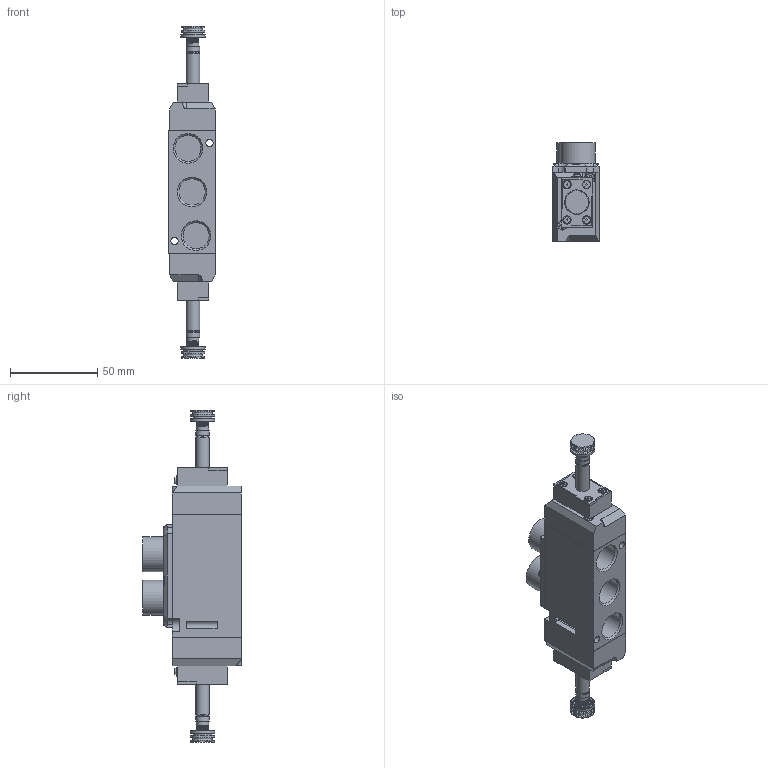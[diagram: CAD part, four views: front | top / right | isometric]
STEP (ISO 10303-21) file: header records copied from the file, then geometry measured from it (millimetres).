
FILE_DESCRIPTION(/* description */ (''),/* implementation_level */ '2;1');
FILE_NAME(/* name */ 'YPC-SCE520D-F5-P.stp',/* time_stamp */ '2017-10-27T12:11:54+02:00',/* author */ (''),/* organization */ (''),/* preprocessor_version */ 'ST-DEVELOPER v15.2',/* originating_system */ 'Autodesk Translator Framework v2.0.0.5431',/* authorisation */ '');
FILE_SCHEMA (('AUTOMOTIVE_DESIGN { 1 0 10303 214 3 1 1 }'));
Length unit declared in the file: centimetre
Products named in the file (1): (Unsaved)
Bounding box: 26.5 x 56.5 x 190 mm (x, y, z)
Volume: 115700.6 mm3; surface area: 40412.6 mm2
Topology: 12 solids, 12 shells, 699 faces, 1831 edges, 1225 vertices
Faces by surface type: plane 461, cylinder 195, cone 35, bspline 4, torus 4
Full cylindrical faces by diameter (mm): 3.6 x2, 3.7 x2, 4 x2, 4.2 x4, 4.5 x8, 4.8 x8, 5.3 x4, 5.5 x8, 6.5 x2, 7 x20, 7.8 x4, 8.6 x2, 10.6 x2, 14 x2, 15 x7, 20 x2
Entity records: 23510 total; most frequent: CARTESIAN_POINT 6996, ORIENTED_EDGE 3430, DIRECTION 3254, EDGE_CURVE 1715, VERTEX_POINT 1213, LINE 1128, VECTOR 1128, AXIS2_PLACEMENT_3D 1063
